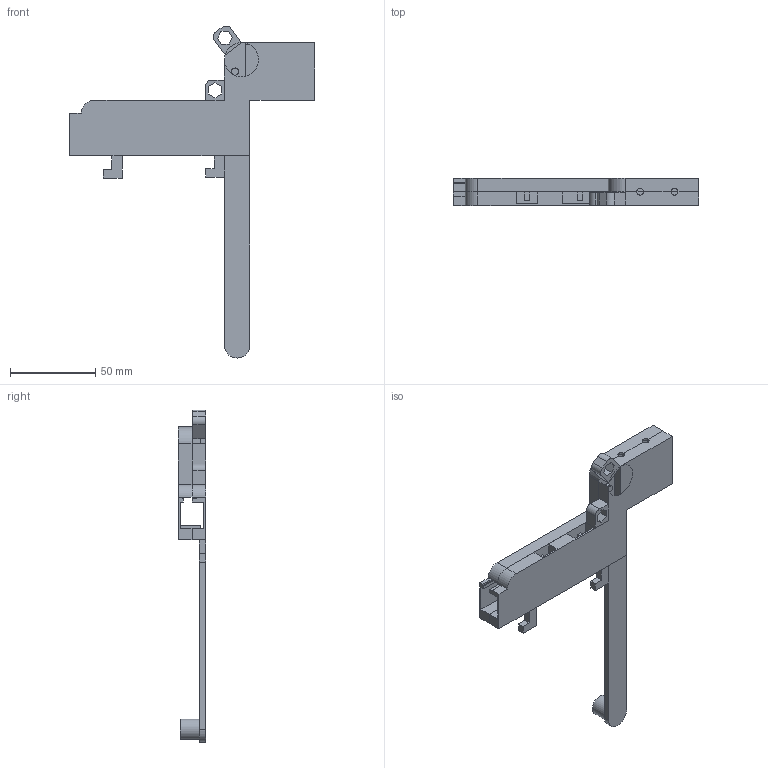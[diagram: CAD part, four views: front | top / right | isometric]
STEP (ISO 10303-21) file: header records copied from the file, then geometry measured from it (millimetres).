
FILE_DESCRIPTION(('FreeCAD Model'),'2;1');
FILE_NAME('Open CASCADE Shape Model','2021-05-11T23:07:25',('Author'),( ''),'Open CASCADE STEP processor 7.5','FreeCAD','Unknown');
FILE_SCHEMA(('AUTOMOTIVE_DESIGN { 1 0 10303 214 1 1 1 1 }'));
Length unit declared in the file: millimetre
Products named in the file (3): Boolean; Right001; Left001
Assembly tree (2 placements, depth 2):
  Boolean
    Right001
    Left001
Bounding box: 144 x 16 x 195 mm (x, y, z)
Volume: 56780.9 mm3; surface area: 39260.9 mm2
Topology: 2 solids, 2 shells, 228 faces, 579 edges, 374 vertices
Faces by surface type: plane 199, cylinder 29
Full cylindrical faces by diameter (mm): 4 x7, 4.2 x7, 12 x1
Entity records: 14422 total; most frequent: CARTESIAN_POINT 2566, DIRECTION 2216, LINE 1613, VECTOR 1613, ORIENTED_EDGE 1156, PCURVE 1156, DEFINITIONAL_REPRESENTATION 1156, EDGE_CURVE 578
